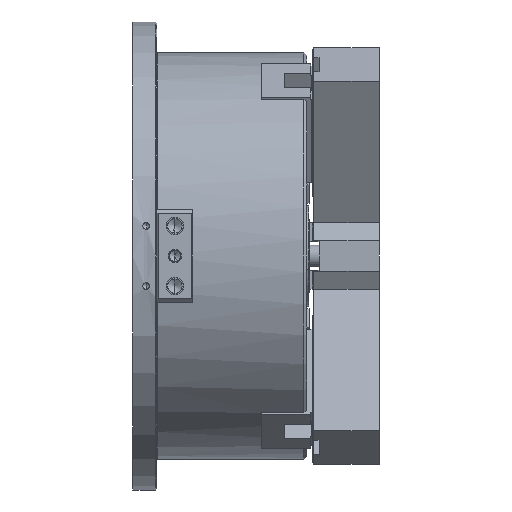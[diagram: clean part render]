
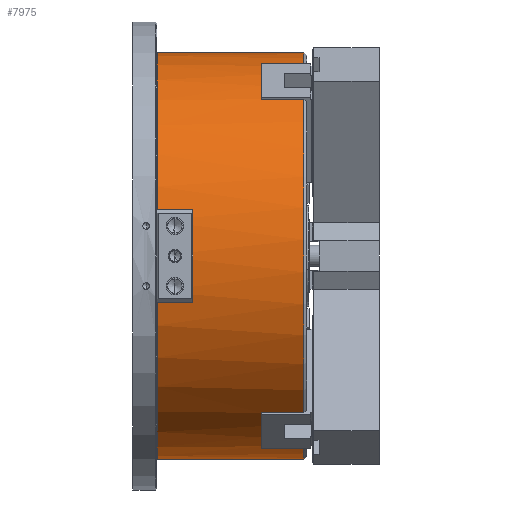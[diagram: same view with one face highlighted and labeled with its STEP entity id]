
A CAD part, front view. The second image highlights one B-rep face of the part: STEP entity #7975.
In plain terms, the highlighted cylindrical face has radius 152 mm (diameter 304 mm), a partial arc.
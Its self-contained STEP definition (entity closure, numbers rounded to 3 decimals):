
#885 = ORIENTED_EDGE ( 'NONE', *, *, #47392, .F. ) ;
#953 = AXIS2_PLACEMENT_3D ( 'NONE', #10683, #10629, #10570 ) ;
#1082 = LINE ( 'NONE', #12121, #39131 ) ;
#1160 = VECTOR ( 'NONE', #43750, 1000. ) ;
#1247 = CIRCLE ( 'NONE', #13232, 152. ) ;
#3511 = VERTEX_POINT ( 'NONE', #6031 ) ;
#3848 = EDGE_CURVE ( 'NONE', #7287, #37431, #45664, .T. ) ;
#4901 = DIRECTION ( 'NONE',  ( 1., 0., 0. ) ) ;
#5097 = CARTESIAN_POINT ( 'NONE',  ( 121.711, -96.616, 117.343 ) ) ;
#5997 = CARTESIAN_POINT ( 'NONE',  ( 121.711, 0., -152. ) ) ;
#6031 = CARTESIAN_POINT ( 'NONE',  ( 110., 0., -152. ) ) ;
#7081 = VERTEX_POINT ( 'NONE', #38833 ) ;
#7287 = VERTEX_POINT ( 'NONE', #32737 ) ;
#7526 = AXIS2_PLACEMENT_3D ( 'NONE', #36124, #14010, #14392 ) ;
#7936 = ORIENTED_EDGE ( 'NONE', *, *, #36807, .T. ) ;
#7975 = ADVANCED_FACE ( 'NONE', ( #40431 ), #8657, .T. ) ;
#8180 = EDGE_CURVE ( 'NONE', #7081, #25238, #9228, .T. ) ;
#8657 = CYLINDRICAL_SURFACE ( 'NONE', #26598, 152. ) ;
#9228 = CIRCLE ( 'NONE', #953, 152. ) ;
#9656 = VERTEX_POINT ( 'NONE', #34840 ) ;
#9705 = DIRECTION ( 'NONE',  ( 1., 0., 0. ) ) ;
#10570 = DIRECTION ( 'NONE',  ( 0., 0., -1. ) ) ;
#10629 = DIRECTION ( 'NONE',  ( -1., 0., 0. ) ) ;
#10683 = CARTESIAN_POINT ( 'NONE',  ( 110., 0., 0. ) ) ;
#12121 = CARTESIAN_POINT ( 'NONE',  ( 121.711, 0., 152. ) ) ;
#12736 = ORIENTED_EDGE ( 'NONE', *, *, #3848, .T. ) ;
#13232 = AXIS2_PLACEMENT_3D ( 'NONE', #42681, #20583, #46351 ) ;
#13241 = DIRECTION ( 'NONE',  ( 0., 0., -1. ) ) ;
#14010 = DIRECTION ( 'NONE',  ( -1., 0., 0. ) ) ;
#14392 = DIRECTION ( 'NONE',  ( 0., 0., -1. ) ) ;
#14637 = VECTOR ( 'NONE', #27232, 1000. ) ;
#14985 = ORIENTED_EDGE ( 'NONE', *, *, #29403, .T. ) ;
#15220 = CARTESIAN_POINT ( 'NONE',  ( 110., -53.314, 142.343 ) ) ;
#15915 = DIRECTION ( 'NONE',  ( 0., 0., -1. ) ) ;
#15966 = DIRECTION ( 'NONE',  ( 1., 0., 0. ) ) ;
#16296 = CARTESIAN_POINT ( 'NONE',  ( 121.711, 0., 0. ) ) ;
#16508 = VERTEX_POINT ( 'NONE', #30006 ) ;
#17605 = VECTOR ( 'NONE', #38221, 1000. ) ;
#19161 = EDGE_CURVE ( 'NONE', #3511, #16508, #20984, .T. ) ;
#19765 = VERTEX_POINT ( 'NONE', #30742 ) ;
#20534 = CARTESIAN_POINT ( 'NONE',  ( 78., -53.314, 142.343 ) ) ;
#20583 = DIRECTION ( 'NONE',  ( 1., 0., 0. ) ) ;
#20720 = LINE ( 'NONE', #21676, #1160 ) ;
#20857 = EDGE_CURVE ( 'NONE', #26999, #33544, #41349, .T. ) ;
#20883 = CARTESIAN_POINT ( 'NONE',  ( 121.711, -53.314, -142.343 ) ) ;
#20984 = CIRCLE ( 'NONE', #36410, 152. ) ;
#21183 = DIRECTION ( 'NONE',  ( -1., 0., 0. ) ) ;
#21676 = CARTESIAN_POINT ( 'NONE',  ( 121.711, -96.616, -117.343 ) ) ;
#22047 = ORIENTED_EDGE ( 'NONE', *, *, #26842, .T. ) ;
#22743 = EDGE_CURVE ( 'NONE', #25238, #7287, #45183, .T. ) ;
#23407 = CARTESIAN_POINT ( 'NONE',  ( 121.711, -53.314, 142.343 ) ) ;
#23914 = CARTESIAN_POINT ( 'NONE',  ( 110., 0., 0. ) ) ;
#24442 = VERTEX_POINT ( 'NONE', #39992 ) ;
#25238 = VERTEX_POINT ( 'NONE', #26413 ) ;
#25986 = LINE ( 'NONE', #5997, #44394 ) ;
#26413 = CARTESIAN_POINT ( 'NONE',  ( 110., -96.616, 117.343 ) ) ;
#26598 = AXIS2_PLACEMENT_3D ( 'NONE', #16296, #15966, #15915 ) ;
#26744 = ORIENTED_EDGE ( 'NONE', *, *, #20857, .T. ) ;
#26797 = DIRECTION ( 'NONE',  ( -1., 0., 0. ) ) ;
#26842 = EDGE_CURVE ( 'NONE', #19765, #7081, #20720, .T. ) ;
#26999 = VERTEX_POINT ( 'NONE', #15220 ) ;
#27232 = DIRECTION ( 'NONE',  ( -1., 0., 0. ) ) ;
#27668 = ORIENTED_EDGE ( 'NONE', *, *, #41128, .T. ) ;
#28438 = AXIS2_PLACEMENT_3D ( 'NONE', #23914, #26797, #13241 ) ;
#29403 = EDGE_CURVE ( 'NONE', #37431, #26999, #45826, .T. ) ;
#30006 = CARTESIAN_POINT ( 'NONE',  ( 110., -53.314, -142.343 ) ) ;
#30051 = EDGE_CURVE ( 'NONE', #16508, #9656, #35425, .T. ) ;
#30742 = CARTESIAN_POINT ( 'NONE',  ( 78., -96.616, -117.343 ) ) ;
#32067 = ORIENTED_EDGE ( 'NONE', *, *, #8180, .T. ) ;
#32737 = CARTESIAN_POINT ( 'NONE',  ( 78., -96.616, 117.343 ) ) ;
#32862 = DIRECTION ( 'NONE',  ( 0., 0., -1. ) ) ;
#33544 = VERTEX_POINT ( 'NONE', #46692 ) ;
#33892 = CARTESIAN_POINT ( 'NONE',  ( 0.3, 0., -152. ) ) ;
#34259 = VECTOR ( 'NONE', #39287, 1000. ) ;
#34840 = CARTESIAN_POINT ( 'NONE',  ( 78., -53.314, -142.343 ) ) ;
#34883 = DIRECTION ( 'NONE',  ( -1., 0., 0. ) ) ;
#35425 = LINE ( 'NONE', #20883, #34259 ) ;
#35713 = ORIENTED_EDGE ( 'NONE', *, *, #22743, .T. ) ;
#36124 = CARTESIAN_POINT ( 'NONE',  ( 78., 0., 0. ) ) ;
#36410 = AXIS2_PLACEMENT_3D ( 'NONE', #41300, #34883, #32862 ) ;
#36799 = ORIENTED_EDGE ( 'NONE', *, *, #30051, .T. ) ;
#36807 = EDGE_CURVE ( 'NONE', #9656, #19765, #43346, .T. ) ;
#37070 = VERTEX_POINT ( 'NONE', #33892 ) ;
#37398 = ORIENTED_EDGE ( 'NONE', *, *, #41659, .T. ) ;
#37431 = VERTEX_POINT ( 'NONE', #20534 ) ;
#38221 = DIRECTION ( 'NONE',  ( 1., 0., 0. ) ) ;
#38833 = CARTESIAN_POINT ( 'NONE',  ( 110., -96.616, -117.343 ) ) ;
#39037 = AXIS2_PLACEMENT_3D ( 'NONE', #43273, #21183, #46923 ) ;
#39131 = VECTOR ( 'NONE', #4901, 1000. ) ;
#39287 = DIRECTION ( 'NONE',  ( -1., 0., 0. ) ) ;
#39992 = CARTESIAN_POINT ( 'NONE',  ( 0.3, 0., 152. ) ) ;
#40431 = FACE_OUTER_BOUND ( 'NONE', #44203, .T. ) ;
#41128 = EDGE_CURVE ( 'NONE', #24442, #37070, #1247, .T. ) ;
#41300 = CARTESIAN_POINT ( 'NONE',  ( 110., 0., 0. ) ) ;
#41349 = CIRCLE ( 'NONE', #28438, 152. ) ;
#41659 = EDGE_CURVE ( 'NONE', #37070, #3511, #25986, .T. ) ;
#42113 = ORIENTED_EDGE ( 'NONE', *, *, #19161, .T. ) ;
#42681 = CARTESIAN_POINT ( 'NONE',  ( 0.3, 0., 0. ) ) ;
#43273 = CARTESIAN_POINT ( 'NONE',  ( 78., 0., 0. ) ) ;
#43346 = CIRCLE ( 'NONE', #39037, 152. ) ;
#43750 = DIRECTION ( 'NONE',  ( 1., 0., 0. ) ) ;
#44203 = EDGE_LOOP ( 'NONE', ( #885, #27668, #37398, #42113, #36799, #7936, #22047, #32067, #35713, #12736, #14985, #26744 ) ) ;
#44394 = VECTOR ( 'NONE', #9705, 1000. ) ;
#45183 = LINE ( 'NONE', #5097, #14637 ) ;
#45664 = CIRCLE ( 'NONE', #7526, 152. ) ;
#45826 = LINE ( 'NONE', #23407, #17605 ) ;
#46351 = DIRECTION ( 'NONE',  ( 0., 0., 1. ) ) ;
#46692 = CARTESIAN_POINT ( 'NONE',  ( 110., 0., 152. ) ) ;
#46923 = DIRECTION ( 'NONE',  ( 0., 0., -1. ) ) ;
#47392 = EDGE_CURVE ( 'NONE', #24442, #33544, #1082, .T. ) ;
